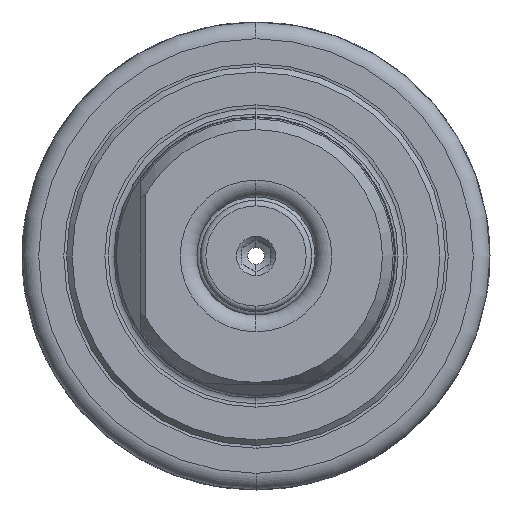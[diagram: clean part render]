
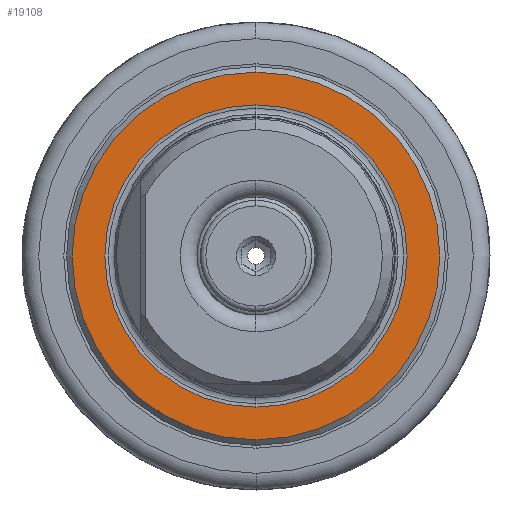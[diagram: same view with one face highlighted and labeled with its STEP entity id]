
A CAD part, left-side view. The second image highlights one B-rep face of the part: STEP entity #19108.
In plain terms, the highlighted planar face has unit normal (-1, 0, 0).
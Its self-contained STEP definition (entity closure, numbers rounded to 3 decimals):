
#138 = EDGE_LOOP ( 'NONE', ( #11985, #11987 ) ) ;
#2309 = CARTESIAN_POINT ( 'NONE',  ( 57., 13.562, 0. ) ) ;
#2310 = DIRECTION ( 'NONE',  ( 1., 0., 0. ) ) ;
#2314 = DIRECTION ( 'NONE',  ( 0., 0., -1. ) ) ;
#2330 = PLANE ( 'NONE',  #36137 ) ;
#3415 = DIRECTION ( 'NONE',  ( -1., 0., 0. ) ) ;
#3441 = DIRECTION ( 'NONE',  ( 0., 0., 1. ) ) ;
#3447 = CARTESIAN_POINT ( 'NONE',  ( 57., 0., 0. ) ) ;
#3468 = CARTESIAN_POINT ( 'NONE',  ( 57., 0., 0. ) ) ;
#3482 = DIRECTION ( 'NONE',  ( -1., 0., 0. ) ) ;
#3485 = DIRECTION ( 'NONE',  ( 0., 0., -1. ) ) ;
#3859 = AXIS2_PLACEMENT_3D ( 'NONE', #4295, #4268, #4280 ) ;
#4268 = DIRECTION ( 'NONE',  ( -1., 0., 0. ) ) ;
#4280 = DIRECTION ( 'NONE',  ( 0., 0., -1. ) ) ;
#4295 = CARTESIAN_POINT ( 'NONE',  ( 57., 0., 0. ) ) ;
#7083 = CIRCLE ( 'NONE', #38675, 13.562 ) ;
#7116 = CIRCLE ( 'NONE', #38750, 16.5 ) ;
#7151 = CIRCLE ( 'NONE', #38703, 13.562 ) ;
#7476 = CIRCLE ( 'NONE', #3859, 16.5 ) ;
#11928 = ORIENTED_EDGE ( 'NONE', *, *, #35932, .T. ) ;
#11985 = ORIENTED_EDGE ( 'NONE', *, *, #35927, .F. ) ;
#11987 = ORIENTED_EDGE ( 'NONE', *, *, #35856, .F. ) ;
#12001 = ORIENTED_EDGE ( 'NONE', *, *, #36412, .T. ) ;
#15907 = CARTESIAN_POINT ( 'NONE',  ( 57., 0., -16.5 ) ) ;
#15926 = CARTESIAN_POINT ( 'NONE',  ( 57., 0., 16.5 ) ) ;
#15967 = CARTESIAN_POINT ( 'NONE',  ( 57., 0., 13.562 ) ) ;
#16012 = CARTESIAN_POINT ( 'NONE',  ( 57., 0., -13.562 ) ) ;
#19108 = ADVANCED_FACE ( 'NONE', ( #23505, #23506 ), #2330, .F. ) ;
#19870 = EDGE_LOOP ( 'NONE', ( #11928, #12001 ) ) ;
#20012 = VERTEX_POINT ( 'NONE', #15907 ) ;
#20020 = VERTEX_POINT ( 'NONE', #15926 ) ;
#20088 = VERTEX_POINT ( 'NONE', #15967 ) ;
#20093 = VERTEX_POINT ( 'NONE', #16012 ) ;
#23505 = FACE_OUTER_BOUND ( 'NONE', #19870, .T. ) ;
#23506 = FACE_BOUND ( 'NONE', #138, .T. ) ;
#29930 = CARTESIAN_POINT ( 'NONE',  ( 57., 0., 0. ) ) ;
#29943 = DIRECTION ( 'NONE',  ( 0., 0., 1. ) ) ;
#29960 = DIRECTION ( 'NONE',  ( -1., 0., 0. ) ) ;
#35856 = EDGE_CURVE ( 'NONE', #20093, #20088, #7083, .T. ) ;
#35927 = EDGE_CURVE ( 'NONE', #20088, #20093, #7151, .T. ) ;
#35932 = EDGE_CURVE ( 'NONE', #20012, #20020, #7116, .T. ) ;
#36137 = AXIS2_PLACEMENT_3D ( 'NONE', #2309, #2310, #2314 ) ;
#36412 = EDGE_CURVE ( 'NONE', #20020, #20012, #7476, .T. ) ;
#38675 = AXIS2_PLACEMENT_3D ( 'NONE', #29930, #29960, #29943 ) ;
#38703 = AXIS2_PLACEMENT_3D ( 'NONE', #3447, #3415, #3441 ) ;
#38750 = AXIS2_PLACEMENT_3D ( 'NONE', #3468, #3482, #3485 ) ;
